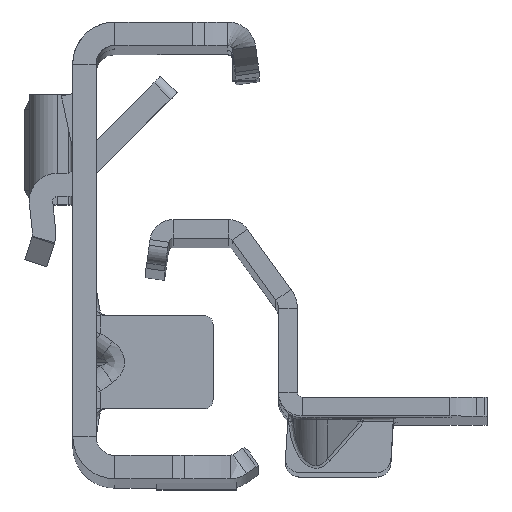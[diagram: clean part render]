
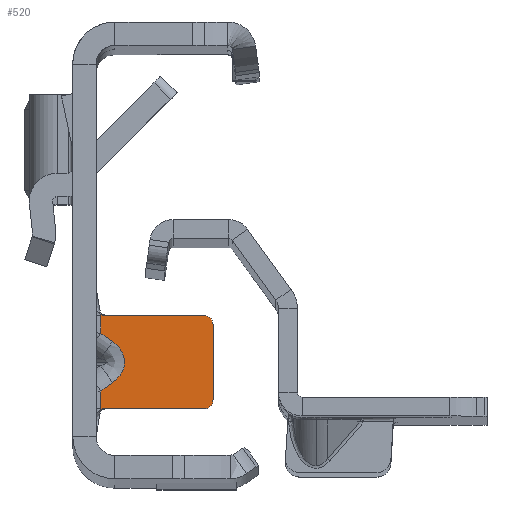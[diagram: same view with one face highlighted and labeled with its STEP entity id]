
A CAD part, top view. The second image highlights one B-rep face of the part: STEP entity #520.
In plain terms, the highlighted planar face has unit normal (0, 0, 1).
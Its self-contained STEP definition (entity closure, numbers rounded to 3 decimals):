
#115 = FACE_OUTER_BOUND ( 'NONE', #1735, .T. ) ;
#118 = CIRCLE ( 'NONE', #3134, 1. ) ;
#324 = DIRECTION ( 'NONE',  ( 1., 0., 0. ) ) ;
#389 = VERTEX_POINT ( 'NONE', #11126 ) ;
#520 = ADVANCED_FACE ( 'NONE', ( #115 ), #8949, .F. ) ;
#783 = CARTESIAN_POINT ( 'NONE',  ( 1.367, -8.131, -541.5 ) ) ;
#786 = ORIENTED_EDGE ( 'NONE', *, *, #5659, .T. ) ;
#920 = CARTESIAN_POINT ( 'NONE',  ( 11.5, -15.6, -541.5 ) ) ;
#956 = VERTEX_POINT ( 'NONE', #17193 ) ;
#1036 = AXIS2_PLACEMENT_3D ( 'NONE', #14794, #4729, #1794 ) ;
#1376 = LINE ( 'NONE', #16003, #6092 ) ;
#1392 = CARTESIAN_POINT ( 'NONE',  ( 1.757, -12.792, -541.5 ) ) ;
#1735 = EDGE_LOOP ( 'NONE', ( #15862, #9831, #11720, #4618, #4681, #6443, #4420, #786, #8132, #15068, #9275, #5284 ) ) ;
#1748 = CARTESIAN_POINT ( 'NONE',  ( -1.826, -15.6, -541.5 ) ) ;
#1794 = DIRECTION ( 'NONE',  ( 0., 1., 0. ) ) ;
#1829 = DIRECTION ( 'NONE',  ( -1., 0., 0. ) ) ;
#2224 = VERTEX_POINT ( 'NONE', #15087 ) ;
#2612 =( BOUNDED_CURVE ( )  B_SPLINE_CURVE ( 3, ( #1392, #5579, #8443, #5770 ),
 .UNSPECIFIED., .F., .T. ) 
 B_SPLINE_CURVE_WITH_KNOTS ( ( 4, 4 ),
 ( 2.356, 3.927 ),
 .UNSPECIFIED. ) 
 CURVE ( )  GEOMETRIC_REPRESENTATION_ITEM ( )  RATIONAL_B_SPLINE_CURVE ( ( 1., 0.805, 0.805, 1. ) ) 
 REPRESENTATION_ITEM ( '' )  );
#2860 = CARTESIAN_POINT ( 'NONE',  ( -37.326, 22.3, -541.5 ) ) ;
#2926 = VERTEX_POINT ( 'NONE', #9497 ) ;
#3134 = AXIS2_PLACEMENT_3D ( 'NONE', #7628, #11514, #10184 ) ;
#3258 = LINE ( 'NONE', #14834, #16569 ) ;
#3780 = VECTOR ( 'NONE', #14556, 1000. ) ;
#4420 = ORIENTED_EDGE ( 'NONE', *, *, #10379, .T. ) ;
#4583 = CARTESIAN_POINT ( 'NONE',  ( 12.5, -6.6, -541.5 ) ) ;
#4618 = ORIENTED_EDGE ( 'NONE', *, *, #10853, .F. ) ;
#4681 = ORIENTED_EDGE ( 'NONE', *, *, #9828, .T. ) ;
#4729 = DIRECTION ( 'NONE',  ( 0., 0., 1. ) ) ;
#5192 = EDGE_CURVE ( 'NONE', #10246, #10459, #3258, .T. ) ;
#5284 = ORIENTED_EDGE ( 'NONE', *, *, #5664, .F. ) ;
#5579 = CARTESIAN_POINT ( 'NONE',  ( 3.573, -11.508, -541.5 ) ) ;
#5656 = DIRECTION ( 'NONE',  ( 0., 1., 0. ) ) ;
#5659 = EDGE_CURVE ( 'NONE', #17590, #13776, #12867, .T. ) ;
#5664 = EDGE_CURVE ( 'NONE', #14579, #389, #1376, .T. ) ;
#5677 = CARTESIAN_POINT ( 'NONE',  ( 0.5, -15.6, -541.5 ) ) ;
#5770 = CARTESIAN_POINT ( 'NONE',  ( 1.757, -8.408, -541.5 ) ) ;
#6019 = CARTESIAN_POINT ( 'NONE',  ( -1.826, -5.6, -541.5 ) ) ;
#6080 = VECTOR ( 'NONE', #17923, 1000. ) ;
#6092 = VECTOR ( 'NONE', #5656, 1000. ) ;
#6230 = AXIS2_PLACEMENT_3D ( 'NONE', #2860, #7414, #7229 ) ;
#6443 = ORIENTED_EDGE ( 'NONE', *, *, #10983, .T. ) ;
#7229 = DIRECTION ( 'NONE',  ( 0., 1., 0. ) ) ;
#7414 = DIRECTION ( 'NONE',  ( 0., 0., -1. ) ) ;
#7495 = DIRECTION ( 'NONE',  ( 1., 0., 0. ) ) ;
#7628 = CARTESIAN_POINT ( 'NONE',  ( 11.5, -6.6, -541.5 ) ) ;
#7648 = CARTESIAN_POINT ( 'NONE',  ( 0.708, -15.6, -541.5 ) ) ;
#8132 = ORIENTED_EDGE ( 'NONE', *, *, #12007, .T. ) ;
#8443 = CARTESIAN_POINT ( 'NONE',  ( 3.573, -9.692, -541.5 ) ) ;
#8695 = DIRECTION ( 'NONE',  ( 0., 1., 0. ) ) ;
#8922 = LINE ( 'NONE', #14808, #15881 ) ;
#8949 = PLANE ( 'NONE',  #6230 ) ;
#9275 = ORIENTED_EDGE ( 'NONE', *, *, #12955, .T. ) ;
#9497 = CARTESIAN_POINT ( 'NONE',  ( 1.757, -8.408, -541.5 ) ) ;
#9742 = CARTESIAN_POINT ( 'NONE',  ( 2.624, -12.179, -541.5 ) ) ;
#9828 = EDGE_CURVE ( 'NONE', #15618, #10690, #8922, .T. ) ;
#9831 = ORIENTED_EDGE ( 'NONE', *, *, #15671, .F. ) ;
#9927 = LINE ( 'NONE', #9742, #13767 ) ;
#10184 = DIRECTION ( 'NONE',  ( 0., -1., 0. ) ) ;
#10246 = VERTEX_POINT ( 'NONE', #16852 ) ;
#10379 = EDGE_CURVE ( 'NONE', #15911, #17590, #17117, .T. ) ;
#10459 = VERTEX_POINT ( 'NONE', #15245 ) ;
#10584 = LINE ( 'NONE', #12106, #6080 ) ;
#10690 = VERTEX_POINT ( 'NONE', #7648 ) ;
#10853 = EDGE_CURVE ( 'NONE', #15618, #2224, #10584, .T. ) ;
#10983 = EDGE_CURVE ( 'NONE', #10690, #15911, #16169, .T. ) ;
#11063 = EDGE_CURVE ( 'NONE', #2926, #14579, #15202, .T. ) ;
#11126 = CARTESIAN_POINT ( 'NONE',  ( 0.5, -5.6, -541.5 ) ) ;
#11355 = DIRECTION ( 'NONE',  ( 0.816, 0.577, 0. ) ) ;
#11514 = DIRECTION ( 'NONE',  ( 0., 0., 1. ) ) ;
#11720 = ORIENTED_EDGE ( 'NONE', *, *, #13754, .F. ) ;
#12007 = EDGE_CURVE ( 'NONE', #13776, #10246, #118, .T. ) ;
#12106 = CARTESIAN_POINT ( 'NONE',  ( 0.5, 22.3, -541.5 ) ) ;
#12357 = DIRECTION ( 'NONE',  ( -0.816, 0.577, 0. ) ) ;
#12867 = LINE ( 'NONE', #14560, #14896 ) ;
#12955 = EDGE_CURVE ( 'NONE', #10459, #389, #17820, .T. ) ;
#13754 = EDGE_CURVE ( 'NONE', #2224, #956, #9927, .T. ) ;
#13767 = VECTOR ( 'NONE', #11355, 1000. ) ;
#13776 = VERTEX_POINT ( 'NONE', #4583 ) ;
#13970 = VECTOR ( 'NONE', #12357, 1000. ) ;
#14029 = CARTESIAN_POINT ( 'NONE',  ( 0.5, -7.519, -541.5 ) ) ;
#14556 = DIRECTION ( 'NONE',  ( -1., 0., 0. ) ) ;
#14560 = CARTESIAN_POINT ( 'NONE',  ( 12.5, -6.6, -541.5 ) ) ;
#14563 = VECTOR ( 'NONE', #324, 1000. ) ;
#14579 = VERTEX_POINT ( 'NONE', #14029 ) ;
#14794 = CARTESIAN_POINT ( 'NONE',  ( 11.5, -14.6, -541.5 ) ) ;
#14808 = CARTESIAN_POINT ( 'NONE',  ( -1.826, -15.6, -541.5 ) ) ;
#14834 = CARTESIAN_POINT ( 'NONE',  ( -1.826, -5.6, -541.5 ) ) ;
#14896 = VECTOR ( 'NONE', #8695, 1000. ) ;
#15068 = ORIENTED_EDGE ( 'NONE', *, *, #5192, .T. ) ;
#15087 = CARTESIAN_POINT ( 'NONE',  ( 0.5, -13.681, -541.5 ) ) ;
#15202 = LINE ( 'NONE', #783, #13970 ) ;
#15216 = CARTESIAN_POINT ( 'NONE',  ( 12.5, -14.6, -541.5 ) ) ;
#15245 = CARTESIAN_POINT ( 'NONE',  ( 0.708, -5.6, -541.5 ) ) ;
#15618 = VERTEX_POINT ( 'NONE', #5677 ) ;
#15671 = EDGE_CURVE ( 'NONE', #956, #2926, #2612, .T. ) ;
#15862 = ORIENTED_EDGE ( 'NONE', *, *, #11063, .F. ) ;
#15881 = VECTOR ( 'NONE', #7495, 1000. ) ;
#15911 = VERTEX_POINT ( 'NONE', #920 ) ;
#16003 = CARTESIAN_POINT ( 'NONE',  ( 0.5, 22.3, -541.5 ) ) ;
#16169 = LINE ( 'NONE', #1748, #14563 ) ;
#16569 = VECTOR ( 'NONE', #1829, 1000. ) ;
#16852 = CARTESIAN_POINT ( 'NONE',  ( 11.5, -5.6, -541.5 ) ) ;
#17117 = CIRCLE ( 'NONE', #1036, 1. ) ;
#17193 = CARTESIAN_POINT ( 'NONE',  ( 1.757, -12.792, -541.5 ) ) ;
#17590 = VERTEX_POINT ( 'NONE', #15216 ) ;
#17820 = LINE ( 'NONE', #6019, #3780 ) ;
#17923 = DIRECTION ( 'NONE',  ( 0., 1., 0. ) ) ;
